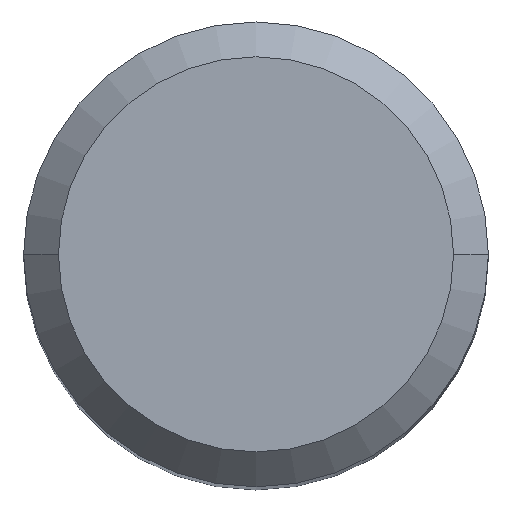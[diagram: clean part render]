
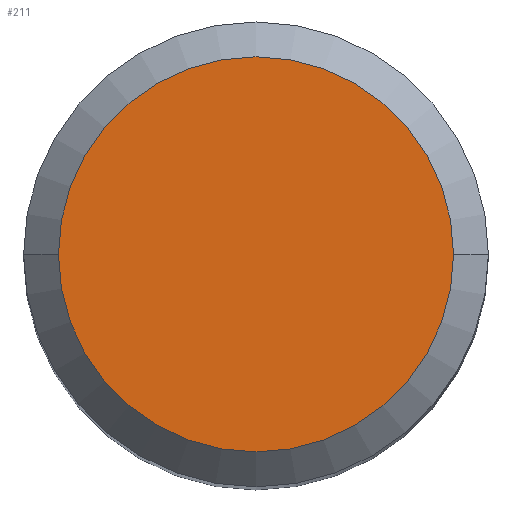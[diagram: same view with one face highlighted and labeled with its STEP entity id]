
A CAD part, top view. The second image highlights one B-rep face of the part: STEP entity #211.
In plain terms, the highlighted planar face has unit normal (0, 0, 1).
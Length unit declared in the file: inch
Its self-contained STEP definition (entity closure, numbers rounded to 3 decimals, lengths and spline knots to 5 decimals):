
#49 = ORIENTED_EDGE ( 'NONE', *, *, #407, .T. ) ;
#61 = CIRCLE ( 'NONE', #479, 0.16732 ) ;
#63 = CARTESIAN_POINT ( 'NONE',  ( 0., 0., 0. ) ) ;
#69 = PLANE ( 'NONE',  #148 ) ;
#78 = DIRECTION ( 'NONE',  ( 0., 0., 1. ) ) ;
#95 = DIRECTION ( 'NONE',  ( 0., 0., 1. ) ) ;
#113 = EDGE_CURVE ( 'NONE', #236, #274, #319, .T. ) ;
#148 = AXIS2_PLACEMENT_3D ( 'NONE', #63, #216, #364 ) ;
#159 = CARTESIAN_POINT ( 'NONE',  ( 0.16732, 0., 0. ) ) ;
#195 = AXIS2_PLACEMENT_3D ( 'NONE', #439, #95, #253 ) ;
#211 = ADVANCED_FACE ( 'NONE', ( #413 ), #69, .F. ) ;
#216 = DIRECTION ( 'NONE',  ( 0., 0., -1. ) ) ;
#218 = CARTESIAN_POINT ( 'NONE',  ( 0., 0., 0. ) ) ;
#236 = VERTEX_POINT ( 'NONE', #159 ) ;
#253 = DIRECTION ( 'NONE',  ( 1., 0., 0. ) ) ;
#265 = CARTESIAN_POINT ( 'NONE',  ( -0.16732, 0., 0. ) ) ;
#274 = VERTEX_POINT ( 'NONE', #265 ) ;
#304 = EDGE_LOOP ( 'NONE', ( #49, #421 ) ) ;
#319 = CIRCLE ( 'NONE', #195, 0.16732 ) ;
#364 = DIRECTION ( 'NONE',  ( -1., 0., 0. ) ) ;
#384 = DIRECTION ( 'NONE',  ( 1., 0., 0. ) ) ;
#407 = EDGE_CURVE ( 'NONE', #274, #236, #61, .T. ) ;
#413 = FACE_OUTER_BOUND ( 'NONE', #304, .T. ) ;
#421 = ORIENTED_EDGE ( 'NONE', *, *, #113, .T. ) ;
#439 = CARTESIAN_POINT ( 'NONE',  ( 0., 0., 0. ) ) ;
#479 = AXIS2_PLACEMENT_3D ( 'NONE', #218, #78, #384 ) ;
